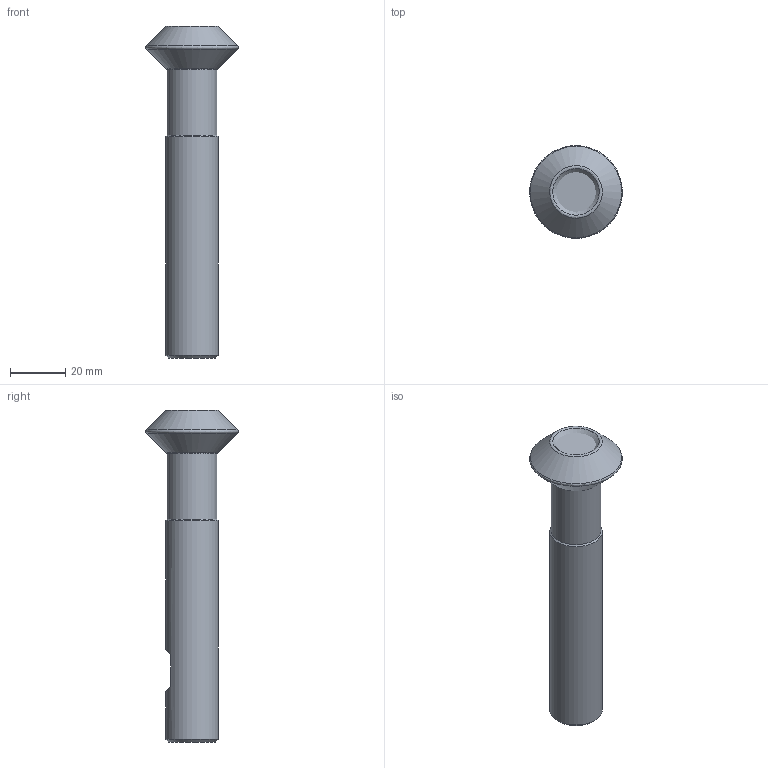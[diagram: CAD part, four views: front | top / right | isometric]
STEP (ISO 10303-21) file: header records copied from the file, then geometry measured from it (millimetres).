
FILE_DESCRIPTION(/* description */ (''),/* implementation_level */ '2;1');
FILE_NAME(/* name */ 'CEA45-11075R-S075_131016.stp',/* time_stamp */ '2020-10-14T09:18:55+09:00',/* author */ (''),/* organization */ (''),/* preprocessor_version */ 'ST-DEVELOPER v11',/* originating_system */ 'SIEMENS UGS NX 6.0',/* authorisation */ '');
FILE_SCHEMA (('CONFIG_CONTROL_DESIGN'));
Length unit declared in the file: millimetre
Products named in the file (1): user6B685xhv
Bounding box: 33.5 x 33.51 x 120.01 mm (x, y, z)
Volume: 35114.5 mm3; surface area: 10591.9 mm2
Topology: 1 solids, 2 shells, 20 faces, 61 edges, 60 vertices
Faces by surface type: revolution 8, plane 5, cone 4, cylinder 2, torus 1
Full cylindrical faces by diameter (mm): 18.05 x1, 19.05 x1
Entity records: 736 total; most frequent: CARTESIAN_POINT 270, DIRECTION 78, ORIENTED_EDGE 44, EDGE_LOOP 36, FACE_BOUND 31, AXIS2_PLACEMENT_3D 31, EDGE_CURVE 22, ADVANCED_FACE 20
